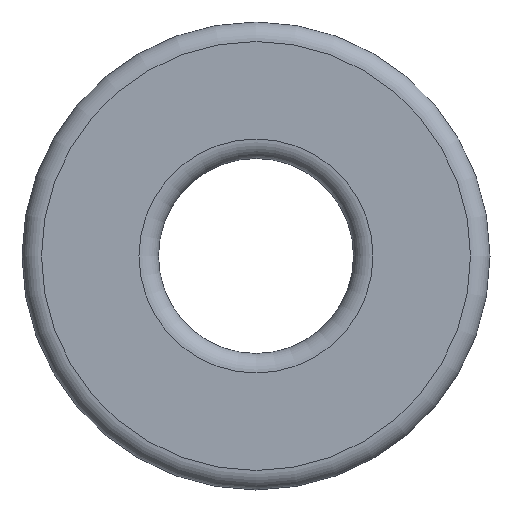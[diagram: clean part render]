
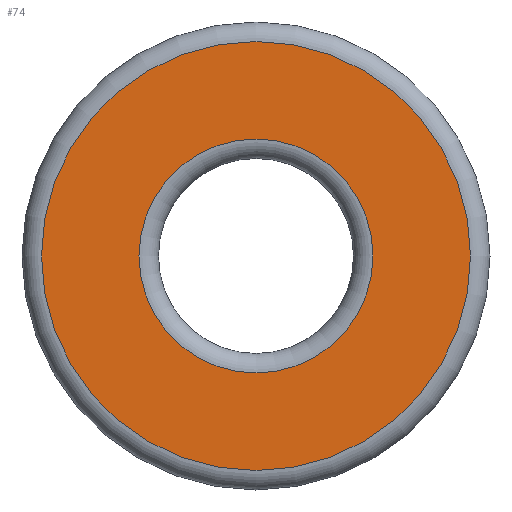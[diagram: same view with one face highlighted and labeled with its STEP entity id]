
A CAD part, left-side view. The second image highlights one B-rep face of the part: STEP entity #74.
In plain terms, the highlighted planar face has unit normal (-1, 0, 0).
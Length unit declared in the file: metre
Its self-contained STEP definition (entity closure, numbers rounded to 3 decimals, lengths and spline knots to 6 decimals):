
#74 = ADVANCED_FACE( '', ( #165, #166 ), #167, .T. );
#165 = FACE_BOUND( '', #268, .T. );
#166 = FACE_OUTER_BOUND( '', #269, .T. );
#167 = PLANE( '', #270 );
#268 = EDGE_LOOP( '', ( #391 ) );
#269 = EDGE_LOOP( '', ( #392 ) );
#270 = AXIS2_PLACEMENT_3D( '', #393, #394, #395 );
#391 = ORIENTED_EDGE( '', *, *, #489, .T. );
#392 = ORIENTED_EDGE( '', *, *, #490, .T. );
#393 = CARTESIAN_POINT( '', ( -0.011, 0., 0. ) );
#394 = DIRECTION( '', ( -1., 0., 0. ) );
#395 = DIRECTION( '', ( 0., -1., 0. ) );
#489 = EDGE_CURVE( '', #556, #556, #557, .F. );
#490 = EDGE_CURVE( '', #558, #558, #559, .T. );
#556 = VERTEX_POINT( '', #628 );
#557 = CIRCLE( '', #629, 0.003 );
#558 = VERTEX_POINT( '', #630 );
#559 = CIRCLE( '', #631, 0.0055 );
#628 = CARTESIAN_POINT( '', ( -0.011, -0.003, 0. ) );
#629 = AXIS2_PLACEMENT_3D( '', #705, #706, #707 );
#630 = CARTESIAN_POINT( '', ( -0.011, -0.0055, 0. ) );
#631 = AXIS2_PLACEMENT_3D( '', #708, #709, #710 );
#705 = CARTESIAN_POINT( '', ( -0.011, 0., 0. ) );
#706 = DIRECTION( '', ( -1., 0., 0. ) );
#707 = DIRECTION( '', ( 0., -1., 0. ) );
#708 = CARTESIAN_POINT( '', ( -0.011, 0., 0. ) );
#709 = DIRECTION( '', ( -1., 0., 0. ) );
#710 = DIRECTION( '', ( 0., -1., 0. ) );
